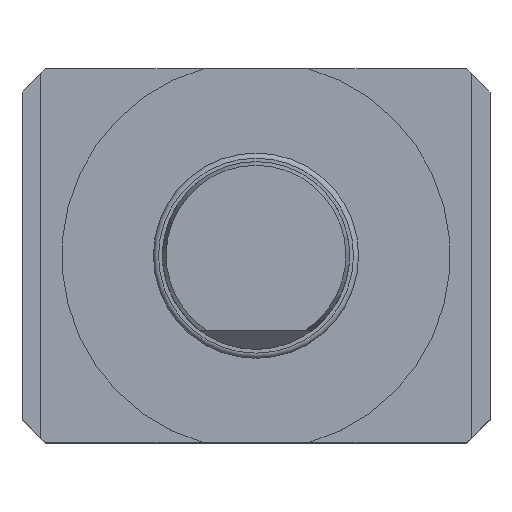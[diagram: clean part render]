
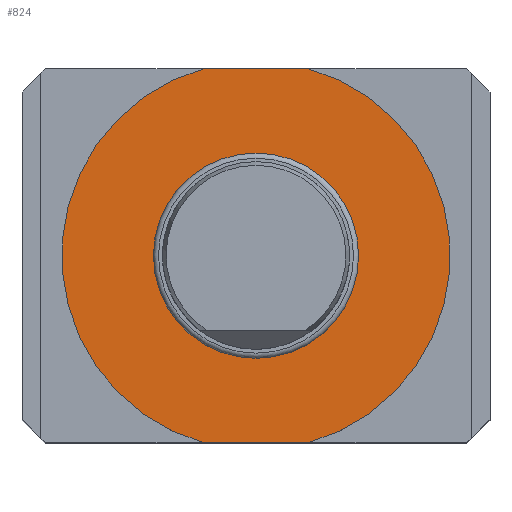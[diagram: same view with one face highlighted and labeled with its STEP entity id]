
A CAD part, top view. The second image highlights one B-rep face of the part: STEP entity #824.
In plain terms, the highlighted planar face has unit normal (0, 0, 1).
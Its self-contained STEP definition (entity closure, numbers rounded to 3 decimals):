
#180=LINE('',#4783,#442);
#183=LINE('',#4791,#445);
#442=VECTOR('',#3454,1.);
#445=VECTOR('',#3463,1.);
#669=FACE_BOUND('',#1250,.T.);
#670=FACE_BOUND('',#1251,.T.);
#824=ADVANCED_FACE('',(#669,#670),#990,.F.);
#990=PLANE('',#3065);
#1250=EDGE_LOOP('',(#1616));
#1251=EDGE_LOOP('',(#1617,#1618,#1619,#1620));
#1616=ORIENTED_EDGE('',*,*,#2620,.F.);
#1617=ORIENTED_EDGE('',*,*,#2619,.T.);
#1618=ORIENTED_EDGE('',*,*,#2618,.F.);
#1619=ORIENTED_EDGE('',*,*,#2615,.T.);
#1620=ORIENTED_EDGE('',*,*,#2613,.F.);
#2310=VERTEX_POINT('',#4778);
#2311=VERTEX_POINT('',#4780);
#2312=VERTEX_POINT('',#4784);
#2313=VERTEX_POINT('',#4788);
#2314=VERTEX_POINT('',#4794);
#2613=EDGE_CURVE('',#2310,#2311,#2929,.T.);
#2615=EDGE_CURVE('',#2312,#2311,#180,.T.);
#2618=EDGE_CURVE('',#2312,#2313,#2930,.T.);
#2619=EDGE_CURVE('',#2310,#2313,#183,.T.);
#2620=EDGE_CURVE('',#2314,#2314,#2931,.T.);
#2929=CIRCLE('',#3058,41.5);
#2930=CIRCLE('',#3061,41.5);
#2931=CIRCLE('',#3064,21.676);
#3058=AXIS2_PLACEMENT_3D('',#4779,#3449,#3450);
#3061=AXIS2_PLACEMENT_3D('',#4789,#3459,#3460);
#3064=AXIS2_PLACEMENT_3D('',#4793,#3466,#3467);
#3065=AXIS2_PLACEMENT_3D('',#4795,#3468,#3469);
#3449=DIRECTION('',(0.,0.,-1.));
#3450=DIRECTION('',(-1.,0.,0.));
#3454=DIRECTION('',(1.,0.,0.));
#3459=DIRECTION('',(0.,0.,-1.));
#3460=DIRECTION('',(-1.,0.,0.));
#3463=DIRECTION('',(-1.,0.,0.));
#3466=DIRECTION('',(0.,0.,1.));
#3467=DIRECTION('',(-1.,0.,0.));
#3468=DIRECTION('',(0.,0.,-1.));
#3469=DIRECTION('',(-1.,0.,0.));
#4778=CARTESIAN_POINT('',(11.057,40.,0.));
#4779=CARTESIAN_POINT('',(0.,0.,0.));
#4780=CARTESIAN_POINT('',(11.057,-40.,0.));
#4783=CARTESIAN_POINT('',(50.,-40.,0.));
#4784=CARTESIAN_POINT('',(-11.057,-40.,0.));
#4788=CARTESIAN_POINT('',(-11.057,40.,0.));
#4789=CARTESIAN_POINT('',(0.,0.,0.));
#4791=CARTESIAN_POINT('',(-50.,40.,0.));
#4793=CARTESIAN_POINT('',(0.,0.,0.));
#4794=CARTESIAN_POINT('',(-21.676,0.,0.));
#4795=CARTESIAN_POINT('',(0.,0.,0.));
